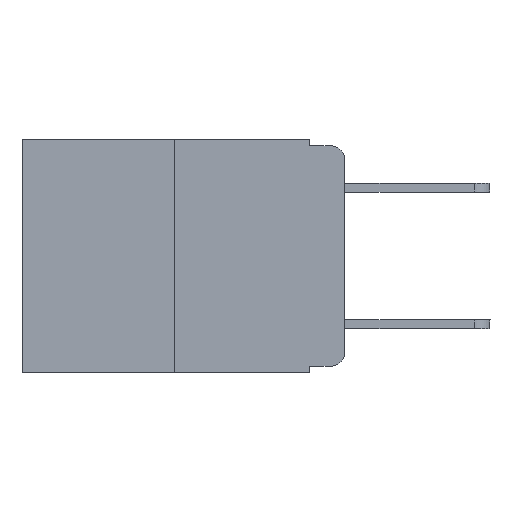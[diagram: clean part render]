
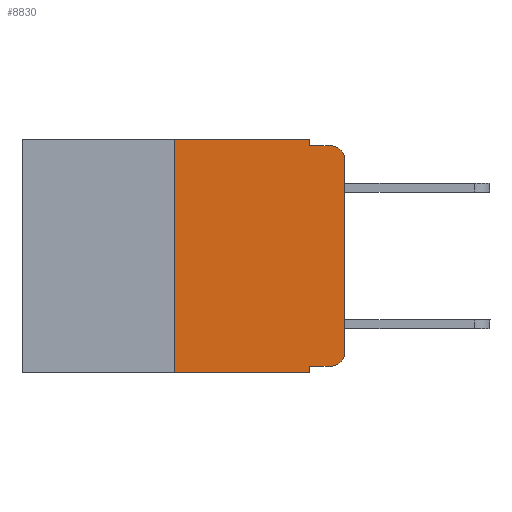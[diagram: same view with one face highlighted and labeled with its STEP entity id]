
A CAD part, left-side view. The second image highlights one B-rep face of the part: STEP entity #8830.
In plain terms, the highlighted planar face has unit normal (-1, 0, 0).
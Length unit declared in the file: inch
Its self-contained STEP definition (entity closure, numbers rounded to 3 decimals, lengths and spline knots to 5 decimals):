
#561 = DIRECTION ( 'NONE',  ( 0., 0., -1. ) ) ;
#741 = CARTESIAN_POINT ( 'NONE',  ( 0., 0.02, -0.313 ) ) ;
#907 = VERTEX_POINT ( 'NONE', #15303 ) ;
#1464 = EDGE_CURVE ( 'NONE', #16842, #16860, #11370, .T. ) ;
#1593 = EDGE_CURVE ( 'NONE', #907, #16860, #10314, .T. ) ;
#1835 = LINE ( 'NONE', #7586, #16043 ) ;
#1838 = CARTESIAN_POINT ( 'NONE',  ( 0., 0.25, -0.343 ) ) ;
#1990 = LINE ( 'NONE', #3527, #12513 ) ;
#2079 = EDGE_CURVE ( 'NONE', #15918, #907, #2354, .T. ) ;
#2093 = VECTOR ( 'NONE', #17448, 39.37008 ) ;
#2112 = VECTOR ( 'NONE', #15385, 39.37008 ) ;
#2354 = LINE ( 'NONE', #7823, #2093 ) ;
#2367 = EDGE_CURVE ( 'NONE', #4591, #11440, #14575, .T. ) ;
#2764 = VECTOR ( 'NONE', #13988, 39.37008 ) ;
#2814 = CARTESIAN_POINT ( 'NONE',  ( 0., 0.02, -0.333 ) ) ;
#2884 = CARTESIAN_POINT ( 'NONE',  ( 0., 0.051, -0.01 ) ) ;
#3266 = ORIENTED_EDGE ( 'NONE', *, *, #14543, .F. ) ;
#3329 = VECTOR ( 'NONE', #11618, 39.37008 ) ;
#3527 = CARTESIAN_POINT ( 'NONE',  ( 0., 0.051, 0. ) ) ;
#4051 = CARTESIAN_POINT ( 'NONE',  ( 0., 0.051, -0.01 ) ) ;
#4121 = CARTESIAN_POINT ( 'NONE',  ( 0., 0.473, -0.343 ) ) ;
#4591 = VERTEX_POINT ( 'NONE', #11682 ) ;
#4658 = DIRECTION ( 'NONE',  ( -1., 0., 0. ) ) ;
#4685 = CARTESIAN_POINT ( 'NONE',  ( 0., 0.25, 0. ) ) ;
#4870 = CIRCLE ( 'NONE', #7135, 0.02 ) ;
#4991 = LINE ( 'NONE', #4121, #5641 ) ;
#5083 = LINE ( 'NONE', #4685, #8315 ) ;
#5641 = VECTOR ( 'NONE', #9406, 39.37008 ) ;
#5774 = CARTESIAN_POINT ( 'NONE',  ( 0., 0.051, 0. ) ) ;
#6362 = EDGE_CURVE ( 'NONE', #11440, #15918, #4870, .T. ) ;
#6927 = CARTESIAN_POINT ( 'NONE',  ( 0., 0.051, -0.343 ) ) ;
#6953 = EDGE_CURVE ( 'NONE', #15454, #12745, #1835, .T. ) ;
#7135 = AXIS2_PLACEMENT_3D ( 'NONE', #741, #4658, #561 ) ;
#7165 = EDGE_LOOP ( 'NONE', ( #16782, #15332, #7536, #15942, #7193, #3266, #16399, #7415, #10281, #10884 ) ) ;
#7193 = ORIENTED_EDGE ( 'NONE', *, *, #6953, .F. ) ;
#7343 = DIRECTION ( 'NONE',  ( 0., 0., -1. ) ) ;
#7410 = VERTEX_POINT ( 'NONE', #1838 ) ;
#7415 = ORIENTED_EDGE ( 'NONE', *, *, #7646, .F. ) ;
#7536 = ORIENTED_EDGE ( 'NONE', *, *, #1464, .F. ) ;
#7586 = CARTESIAN_POINT ( 'NONE',  ( 0., 0.473, 0. ) ) ;
#7646 = EDGE_CURVE ( 'NONE', #4591, #12487, #1990, .T. ) ;
#7679 = DIRECTION ( 'NONE',  ( 0., 0., -1. ) ) ;
#7823 = CARTESIAN_POINT ( 'NONE',  ( 0., 0., 0. ) ) ;
#8255 = CARTESIAN_POINT ( 'NONE',  ( 0., 0.02, -0.01 ) ) ;
#8315 = VECTOR ( 'NONE', #8723, 39.37008 ) ;
#8499 = EDGE_CURVE ( 'NONE', #7410, #12487, #4991, .T. ) ;
#8723 = DIRECTION ( 'NONE',  ( 0., 0., 1. ) ) ;
#8784 = PLANE ( 'NONE',  #10615 ) ;
#8830 = ADVANCED_FACE ( 'NONE', ( #9933 ), #8784, .F. ) ;
#8922 = AXIS2_PLACEMENT_3D ( 'NONE', #10447, #17235, #10387 ) ;
#9406 = DIRECTION ( 'NONE',  ( 0., -1., 0. ) ) ;
#9933 = FACE_OUTER_BOUND ( 'NONE', #7165, .T. ) ;
#10265 = CARTESIAN_POINT ( 'NONE',  ( 0., 0.051, 0. ) ) ;
#10281 = ORIENTED_EDGE ( 'NONE', *, *, #2367, .T. ) ;
#10314 = CIRCLE ( 'NONE', #8922, 0.02 ) ;
#10387 = DIRECTION ( 'NONE',  ( 0., 0., -1. ) ) ;
#10447 = CARTESIAN_POINT ( 'NONE',  ( 0., 0.02, -0.03 ) ) ;
#10535 = DIRECTION ( 'NONE',  ( 0., -1., 0. ) ) ;
#10615 = AXIS2_PLACEMENT_3D ( 'NONE', #16897, #14287, #7343 ) ;
#10884 = ORIENTED_EDGE ( 'NONE', *, *, #6362, .T. ) ;
#11124 = CARTESIAN_POINT ( 'NONE',  ( 0., 0.051, -0.333 ) ) ;
#11370 = LINE ( 'NONE', #2884, #2112 ) ;
#11440 = VERTEX_POINT ( 'NONE', #2814 ) ;
#11618 = DIRECTION ( 'NONE',  ( 0., 0., -1. ) ) ;
#11682 = CARTESIAN_POINT ( 'NONE',  ( 0., 0.051, -0.333 ) ) ;
#12487 = VERTEX_POINT ( 'NONE', #6927 ) ;
#12513 = VECTOR ( 'NONE', #7679, 39.37008 ) ;
#12745 = VERTEX_POINT ( 'NONE', #5774 ) ;
#13988 = DIRECTION ( 'NONE',  ( 0., -1., 0. ) ) ;
#14287 = DIRECTION ( 'NONE',  ( 1., 0., 0. ) ) ;
#14543 = EDGE_CURVE ( 'NONE', #7410, #15454, #5083, .T. ) ;
#14575 = LINE ( 'NONE', #11124, #2764 ) ;
#14783 = EDGE_CURVE ( 'NONE', #12745, #16842, #17092, .T. ) ;
#15303 = CARTESIAN_POINT ( 'NONE',  ( 0., 0., -0.03 ) ) ;
#15332 = ORIENTED_EDGE ( 'NONE', *, *, #1593, .T. ) ;
#15385 = DIRECTION ( 'NONE',  ( 0., -1., 0. ) ) ;
#15454 = VERTEX_POINT ( 'NONE', #17794 ) ;
#15918 = VERTEX_POINT ( 'NONE', #15960 ) ;
#15942 = ORIENTED_EDGE ( 'NONE', *, *, #14783, .F. ) ;
#15960 = CARTESIAN_POINT ( 'NONE',  ( 0., 0., -0.313 ) ) ;
#16043 = VECTOR ( 'NONE', #10535, 39.37008 ) ;
#16399 = ORIENTED_EDGE ( 'NONE', *, *, #8499, .T. ) ;
#16782 = ORIENTED_EDGE ( 'NONE', *, *, #2079, .T. ) ;
#16842 = VERTEX_POINT ( 'NONE', #4051 ) ;
#16860 = VERTEX_POINT ( 'NONE', #8255 ) ;
#16897 = CARTESIAN_POINT ( 'NONE',  ( 0., 0.473, 0. ) ) ;
#17092 = LINE ( 'NONE', #10265, #3329 ) ;
#17235 = DIRECTION ( 'NONE',  ( -1., 0., 0. ) ) ;
#17448 = DIRECTION ( 'NONE',  ( 0., 0., 1. ) ) ;
#17794 = CARTESIAN_POINT ( 'NONE',  ( 0., 0.25, 0. ) ) ;
